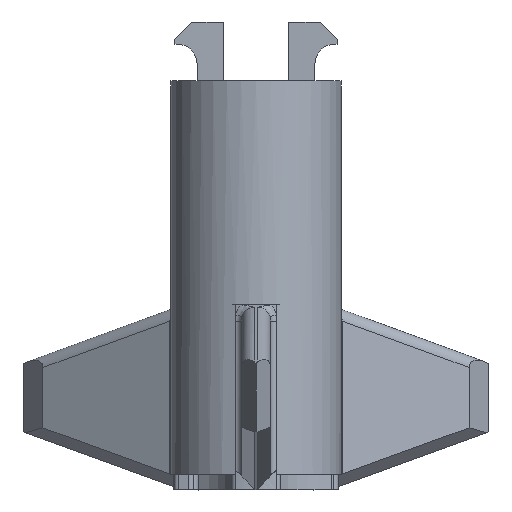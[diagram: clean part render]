
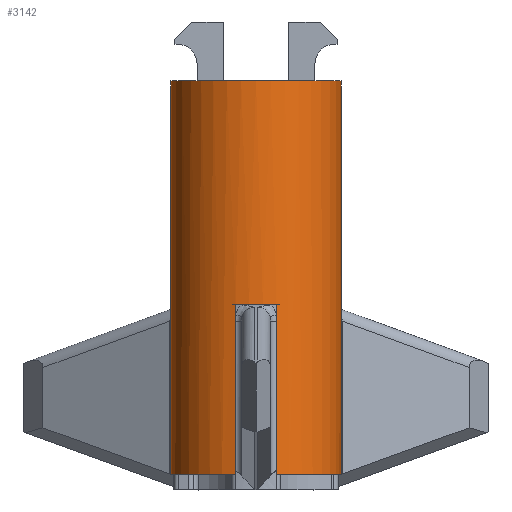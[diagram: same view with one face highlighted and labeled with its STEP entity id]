
A CAD part, top view. The second image highlights one B-rep face of the part: STEP entity #3142.
In plain terms, the highlighted cylindrical face has radius 32.5 mm (diameter 65 mm), a full revolution.
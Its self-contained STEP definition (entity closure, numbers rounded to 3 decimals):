
#226=FACE_OUTER_BOUND('',#402,.T.);
#402=EDGE_LOOP('',(#2093,#2094,#2095,#2096,#2097,#2098,#2099,#2100,#2101,
#2102,#2103,#2104,#2105,#2106,#2107,#2108));
#581=LINE('',#4666,#840);
#589=LINE('',#4697,#848);
#590=LINE('',#4701,#849);
#591=LINE('',#4705,#850);
#592=LINE('',#4709,#851);
#593=LINE('',#4714,#852);
#594=LINE('',#4718,#853);
#840=VECTOR('',#3688,10.);
#848=VECTOR('',#3718,10.);
#849=VECTOR('',#3721,10.);
#850=VECTOR('',#3724,10.);
#851=VECTOR('',#3727,32.5);
#852=VECTOR('',#3732,10.);
#853=VECTOR('',#3735,10.);
#1106=CIRCLE('',#3332,32.5);
#1107=CIRCLE('',#3333,32.5);
#1108=CIRCLE('',#3334,32.5);
#1109=CIRCLE('',#3335,32.5);
#1110=CIRCLE('',#3336,32.5);
#1111=CIRCLE('',#3337,32.5);
#1112=CIRCLE('',#3338,32.5);
#1113=CIRCLE('',#3339,32.5);
#1258=VERTEX_POINT('',#4660);
#1260=VERTEX_POINT('',#4664);
#1271=VERTEX_POINT('',#4694);
#1272=VERTEX_POINT('',#4696);
#1273=VERTEX_POINT('',#4698);
#1274=VERTEX_POINT('',#4700);
#1275=VERTEX_POINT('',#4702);
#1276=VERTEX_POINT('',#4704);
#1277=VERTEX_POINT('',#4706);
#1278=VERTEX_POINT('',#4708);
#1279=VERTEX_POINT('',#4711);
#1280=VERTEX_POINT('',#4713);
#1281=VERTEX_POINT('',#4715);
#1282=VERTEX_POINT('',#4717);
#1584=EDGE_CURVE('',#1260,#1258,#581,.T.);
#1598=EDGE_CURVE('',#1260,#1271,#1106,.T.);
#1599=EDGE_CURVE('',#1271,#1272,#589,.T.);
#1600=EDGE_CURVE('',#1273,#1272,#1107,.T.);
#1601=EDGE_CURVE('',#1274,#1273,#590,.T.);
#1602=EDGE_CURVE('',#1274,#1275,#1108,.T.);
#1603=EDGE_CURVE('',#1275,#1276,#591,.T.);
#1604=EDGE_CURVE('',#1277,#1276,#1109,.T.);
#1605=EDGE_CURVE('',#1277,#1278,#592,.T.);
#1606=EDGE_CURVE('',#1278,#1278,#1110,.T.);
#1607=EDGE_CURVE('',#1279,#1277,#1111,.T.);
#1608=EDGE_CURVE('',#1280,#1279,#593,.T.);
#1609=EDGE_CURVE('',#1280,#1281,#1112,.T.);
#1610=EDGE_CURVE('',#1281,#1282,#594,.T.);
#1611=EDGE_CURVE('',#1258,#1282,#1113,.T.);
#2093=ORIENTED_EDGE('',*,*,#1584,.F.);
#2094=ORIENTED_EDGE('',*,*,#1598,.T.);
#2095=ORIENTED_EDGE('',*,*,#1599,.T.);
#2096=ORIENTED_EDGE('',*,*,#1600,.F.);
#2097=ORIENTED_EDGE('',*,*,#1601,.F.);
#2098=ORIENTED_EDGE('',*,*,#1602,.T.);
#2099=ORIENTED_EDGE('',*,*,#1603,.T.);
#2100=ORIENTED_EDGE('',*,*,#1604,.F.);
#2101=ORIENTED_EDGE('',*,*,#1605,.T.);
#2102=ORIENTED_EDGE('',*,*,#1606,.F.);
#2103=ORIENTED_EDGE('',*,*,#1605,.F.);
#2104=ORIENTED_EDGE('',*,*,#1607,.F.);
#2105=ORIENTED_EDGE('',*,*,#1608,.F.);
#2106=ORIENTED_EDGE('',*,*,#1609,.T.);
#2107=ORIENTED_EDGE('',*,*,#1610,.T.);
#2108=ORIENTED_EDGE('',*,*,#1611,.F.);
#3060=CYLINDRICAL_SURFACE('',#3331,32.5);
#3142=ADVANCED_FACE('',(#226),#3060,.T.);
#3331=AXIS2_PLACEMENT_3D('',#4693,#3714,#3715);
#3332=AXIS2_PLACEMENT_3D('',#4695,#3716,#3717);
#3333=AXIS2_PLACEMENT_3D('',#4699,#3719,#3720);
#3334=AXIS2_PLACEMENT_3D('',#4703,#3722,#3723);
#3335=AXIS2_PLACEMENT_3D('',#4707,#3725,#3726);
#3336=AXIS2_PLACEMENT_3D('',#4710,#3728,#3729);
#3337=AXIS2_PLACEMENT_3D('',#4712,#3730,#3731);
#3338=AXIS2_PLACEMENT_3D('',#4716,#3733,#3734);
#3339=AXIS2_PLACEMENT_3D('',#4719,#3736,#3737);
#3688=DIRECTION('',(0.,1.,0.));
#3714=DIRECTION('center_axis',(0.,1.,0.));
#3715=DIRECTION('ref_axis',(1.,0.,0.));
#3716=DIRECTION('center_axis',(0.,-1.,0.));
#3717=DIRECTION('ref_axis',(1.,0.,0.));
#3718=DIRECTION('',(0.,1.,0.));
#3719=DIRECTION('center_axis',(0.,1.,0.));
#3720=DIRECTION('ref_axis',(1.,0.,0.));
#3721=DIRECTION('',(0.,1.,0.));
#3722=DIRECTION('center_axis',(0.,-1.,0.));
#3723=DIRECTION('ref_axis',(1.,0.,0.));
#3724=DIRECTION('',(0.,1.,0.));
#3725=DIRECTION('center_axis',(0.,1.,0.));
#3726=DIRECTION('ref_axis',(1.,0.,0.));
#3727=DIRECTION('',(0.,-1.,0.));
#3728=DIRECTION('center_axis',(0.,-1.,0.));
#3729=DIRECTION('ref_axis',(1.,0.,0.));
#3730=DIRECTION('center_axis',(0.,1.,0.));
#3731=DIRECTION('ref_axis',(1.,0.,0.));
#3732=DIRECTION('',(0.,1.,0.));
#3733=DIRECTION('center_axis',(0.,-1.,0.));
#3734=DIRECTION('ref_axis',(1.,0.,0.));
#3735=DIRECTION('',(0.,1.,0.));
#3736=DIRECTION('center_axis',(0.,1.,0.));
#3737=DIRECTION('ref_axis',(1.,0.,0.));
#4660=CARTESIAN_POINT('',(31.232,75.,8.991));
#4664=CARTESIAN_POINT('',(31.232,10.5,8.991));
#4666=CARTESIAN_POINT('',(31.232,10.5,8.991));
#4693=CARTESIAN_POINT('Origin',(0.,0.,0.));
#4694=CARTESIAN_POINT('',(23.402,10.5,22.552));
#4695=CARTESIAN_POINT('Origin',(0.,10.5,0.));
#4696=CARTESIAN_POINT('',(23.402,75.,22.552));
#4697=CARTESIAN_POINT('',(23.402,10.5,22.552));
#4698=CARTESIAN_POINT('',(-23.402,75.,22.552));
#4699=CARTESIAN_POINT('Origin',(0.,75.,0.));
#4700=CARTESIAN_POINT('',(-23.402,10.5,22.552));
#4701=CARTESIAN_POINT('',(-23.402,10.5,22.552));
#4702=CARTESIAN_POINT('',(-31.232,10.5,8.991));
#4703=CARTESIAN_POINT('Origin',(0.,10.5,0.));
#4704=CARTESIAN_POINT('',(-31.232,75.,8.991));
#4705=CARTESIAN_POINT('',(-31.232,10.5,8.991));
#4706=CARTESIAN_POINT('',(-32.5,75.,0.));
#4707=CARTESIAN_POINT('Origin',(0.,75.,0.));
#4708=CARTESIAN_POINT('',(-32.5,-75.,0.));
#4709=CARTESIAN_POINT('',(-32.5,0.,0.));
#4710=CARTESIAN_POINT('Origin',(0.,-75.,0.));
#4711=CARTESIAN_POINT('',(-7.829,75.,-31.543));
#4712=CARTESIAN_POINT('Origin',(0.,75.,0.));
#4713=CARTESIAN_POINT('',(-7.829,10.5,-31.543));
#4714=CARTESIAN_POINT('',(-7.829,10.5,-31.543));
#4715=CARTESIAN_POINT('',(7.829,10.5,-31.543));
#4716=CARTESIAN_POINT('Origin',(0.,10.5,0.));
#4717=CARTESIAN_POINT('',(7.829,75.,-31.543));
#4718=CARTESIAN_POINT('',(7.829,10.5,-31.543));
#4719=CARTESIAN_POINT('Origin',(0.,75.,0.));
